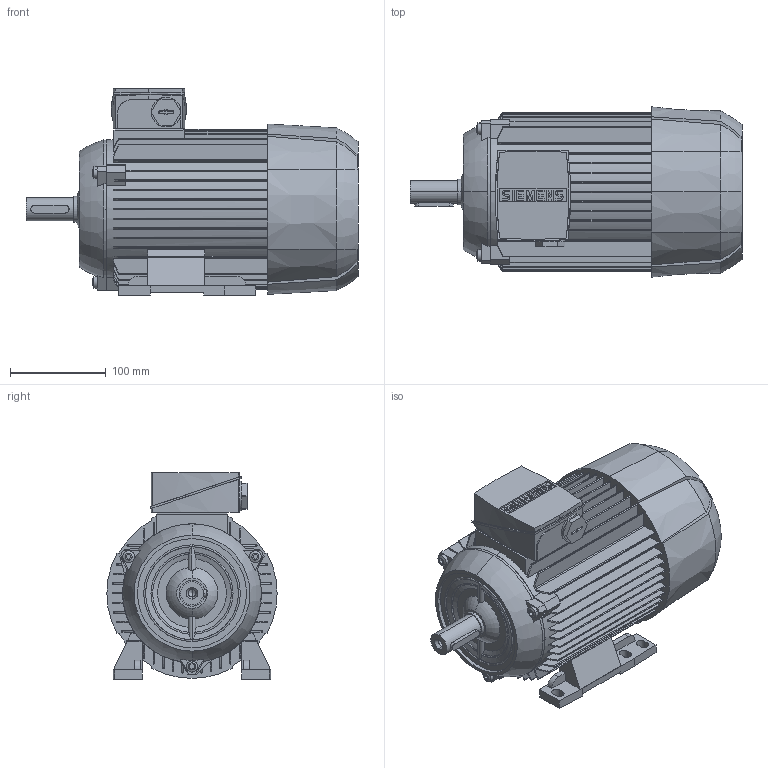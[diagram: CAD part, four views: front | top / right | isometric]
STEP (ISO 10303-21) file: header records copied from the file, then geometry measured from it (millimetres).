
FILE_DESCRIPTION(('STEP AP214'),'1');
FILE_NAME('cctmp_00795C14-CBD9-4A3E-AD35-1B22EE1A9D8E_2023_06_23_10_34_35_0153..stp','2023-06-23T08:34:35',('SIEMENS A&D'),('CADClick - www.CADClick.com'),'Spatial InterOp 3D',' ','unknown authorization');
FILE_SCHEMA(('AUTOMOTIVE_DESIGN'));
Length unit declared in the file: millimetre
Products named in the file (1): 2023_06_23_10_34_35_0138
Bounding box: 347 x 178 x 216 mm (x, y, z)
Volume: 5958514.9 mm3; surface area: 407081.9 mm2
Topology: 1 solids, 3 shells, 729 faces, 2049 edges, 1353 vertices
Faces by surface type: plane 461, cylinder 180, torus 66, cone 22
Entity records: 31185 total; most frequent: CARTESIAN_POINT 6247, ORIENTED_EDGE 4094, DIRECTION 3932, EDGE_CURVE 2047, VERTEX_POINT 1353, AXIS2_PLACEMENT_3D 1313, LINE 1306, VECTOR 1306
